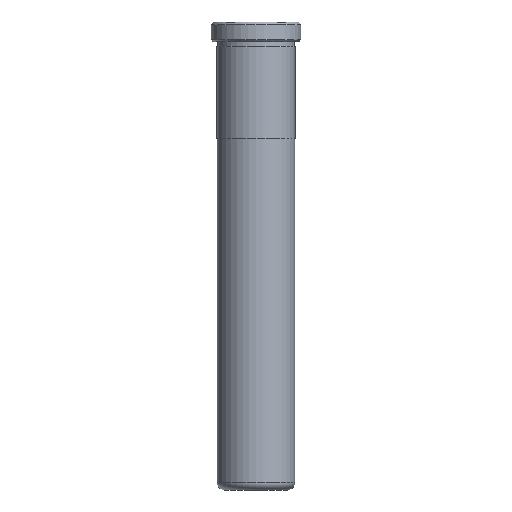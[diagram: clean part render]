
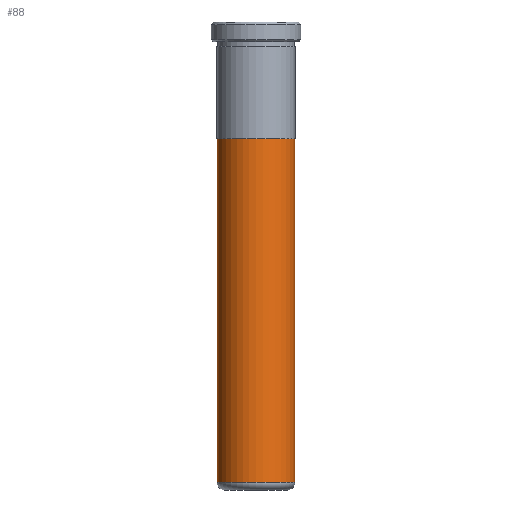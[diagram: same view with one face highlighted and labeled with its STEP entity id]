
A CAD part, front view. The second image highlights one B-rep face of the part: STEP entity #88.
In plain terms, the highlighted cylindrical face has radius 9.995 mm (diameter 19.99 mm), a partial arc.
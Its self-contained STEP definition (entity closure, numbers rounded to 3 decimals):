
#81 = CARTESIAN_POINT ( 'NONE',  ( -9.995, 0., 115. ) ) ;
#88 = ADVANCED_FACE ( 'NONE', ( #1474 ), #257, .T. ) ;
#100 = ORIENTED_EDGE ( 'NONE', *, *, #408, .F. ) ;
#191 = CARTESIAN_POINT ( 'NONE',  ( 0., 0., 90. ) ) ;
#212 = VERTEX_POINT ( 'NONE', #1213 ) ;
#241 = VERTEX_POINT ( 'NONE', #710 ) ;
#257 = CYLINDRICAL_SURFACE ( 'NONE', #1286, 9.995 ) ;
#283 = ORIENTED_EDGE ( 'NONE', *, *, #458, .T. ) ;
#371 = ORIENTED_EDGE ( 'NONE', *, *, #480, .T. ) ;
#376 = AXIS2_PLACEMENT_3D ( 'NONE', #191, #1457, #1350 ) ;
#382 = ORIENTED_EDGE ( 'NONE', *, *, #485, .F. ) ;
#408 = EDGE_CURVE ( 'NONE', #1144, #212, #600, .T. ) ;
#429 = EDGE_LOOP ( 'NONE', ( #382, #100, #371, #283 ) ) ;
#434 = LINE ( 'NONE', #81, #747 ) ;
#458 = EDGE_CURVE ( 'NONE', #241, #726, #1417, .T. ) ;
#480 = EDGE_CURVE ( 'NONE', #1144, #241, #434, .T. ) ;
#485 = EDGE_CURVE ( 'NONE', #212, #726, #1345, .T. ) ;
#495 = DIRECTION ( 'NONE',  ( -1., 0., 0. ) ) ;
#600 = CIRCLE ( 'NONE', #376, 9.995 ) ;
#633 = DIRECTION ( 'NONE',  ( 0., 0., -1. ) ) ;
#650 = CARTESIAN_POINT ( 'NONE',  ( 9.995, 0., 2. ) ) ;
#710 = CARTESIAN_POINT ( 'NONE',  ( -9.995, 0., 2. ) ) ;
#726 = VERTEX_POINT ( 'NONE', #650 ) ;
#747 = VECTOR ( 'NONE', #759, 1000. ) ;
#759 = DIRECTION ( 'NONE',  ( 0., 0., -1. ) ) ;
#776 = CARTESIAN_POINT ( 'NONE',  ( -9.995, 0., 90. ) ) ;
#790 = CARTESIAN_POINT ( 'NONE',  ( 9.995, 0., 115. ) ) ;
#876 = DIRECTION ( 'NONE',  ( 0., 0., -1. ) ) ;
#916 = AXIS2_PLACEMENT_3D ( 'NONE', #1458, #1356, #1243 ) ;
#932 = CARTESIAN_POINT ( 'NONE',  ( 0., 0., 115. ) ) ;
#1144 = VERTEX_POINT ( 'NONE', #776 ) ;
#1213 = CARTESIAN_POINT ( 'NONE',  ( 9.995, 0., 90. ) ) ;
#1243 = DIRECTION ( 'NONE',  ( 1., 0., 0. ) ) ;
#1286 = AXIS2_PLACEMENT_3D ( 'NONE', #932, #633, #495 ) ;
#1313 = VECTOR ( 'NONE', #876, 1000. ) ;
#1345 = LINE ( 'NONE', #790, #1313 ) ;
#1350 = DIRECTION ( 'NONE',  ( 1., 0., 0. ) ) ;
#1356 = DIRECTION ( 'NONE',  ( 0., 0., 1. ) ) ;
#1417 = CIRCLE ( 'NONE', #916, 9.995 ) ;
#1457 = DIRECTION ( 'NONE',  ( 0., 0., 1. ) ) ;
#1458 = CARTESIAN_POINT ( 'NONE',  ( 0., 0., 2. ) ) ;
#1474 = FACE_OUTER_BOUND ( 'NONE', #429, .T. ) ;
